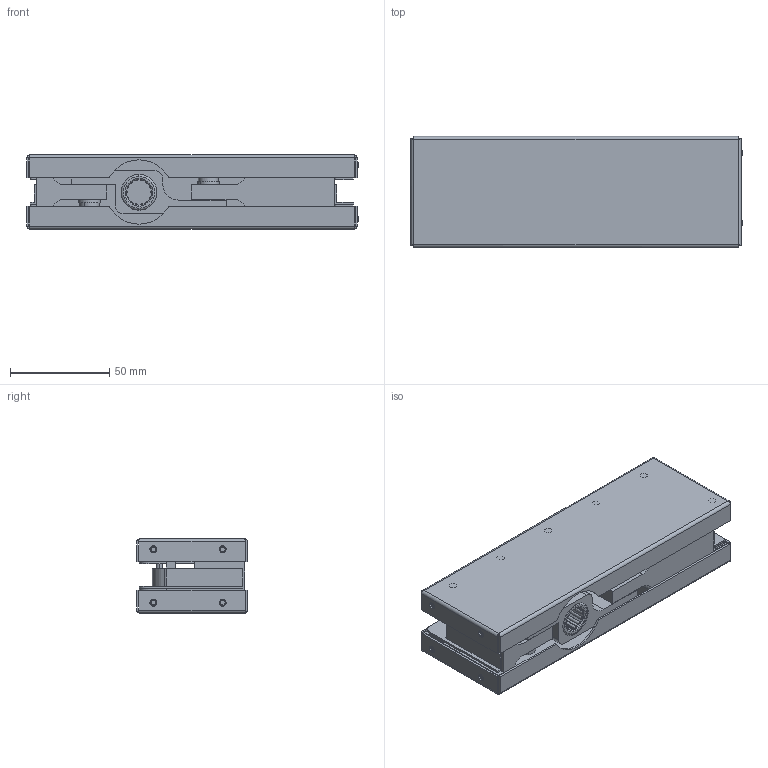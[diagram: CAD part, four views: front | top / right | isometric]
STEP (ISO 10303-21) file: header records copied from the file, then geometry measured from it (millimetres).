
FILE_DESCRIPTION(('STEP AP203'),'1');
FILE_NAME('100E20.step','2023-07-12T10:06:44',(' '),(' '),'Spatial InterOp 3D',' ',' ');
FILE_SCHEMA(('CONFIG_CONTROL_DESIGN'));
Length unit declared in the file: millimetre
Products named in the file (31): 1; 2; 3; 4; 5; 6; 7; 8; 9; 10; 11; 12; 13; 14; 15; 16; 17; 18; 19; 20; 21; 22; 23; 24; 25; 26; 27; 28; 29; 30; 31
Bounding box: 167.5 x 56 x 37.4 mm (x, y, z)
Volume: 220338.2 mm3; surface area: 145404.7 mm2
Topology: 31 solids, 31 shells, 785 faces, 1865 edges, 1173 vertices
Faces by surface type: plane 382, cylinder 249, cone 128, bspline 16, torus 10
Entity records: 24427 total; most frequent: CARTESIAN_POINT 4460, DIRECTION 4081, ORIENTED_EDGE 3694, EDGE_CURVE 1847, AXIS2_PLACEMENT_3D 1466, VERTEX_POINT 1173, LINE 1149, VECTOR 1149
